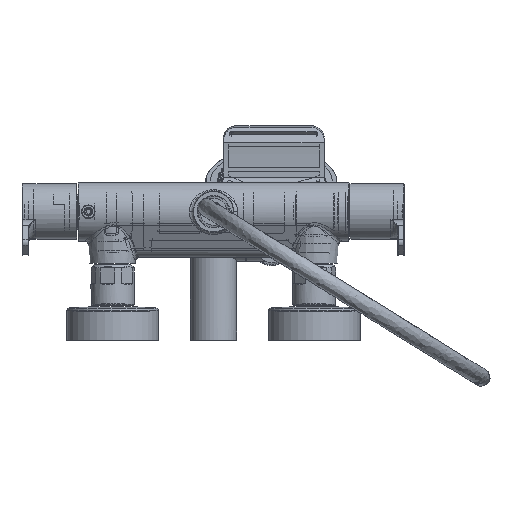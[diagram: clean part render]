
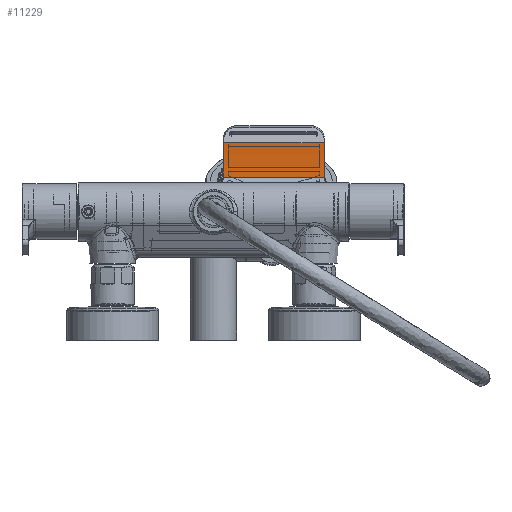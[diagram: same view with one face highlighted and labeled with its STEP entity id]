
A CAD part, front view. The second image highlights one B-rep face of the part: STEP entity #11229.
In plain terms, the highlighted cylindrical face has radius 284.75 mm (diameter 569.5 mm), a partial arc.
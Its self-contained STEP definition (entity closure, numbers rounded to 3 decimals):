
#2102 = DIRECTION ( 'NONE',  ( 0., 1., 0. ) ) ;
#3327 = DIRECTION ( 'NONE',  ( 0., 1., 0. ) ) ;
#3927 = CARTESIAN_POINT ( 'NONE',  ( 360.72, 5.938, 25.474 ) ) ;
#4861 = LINE ( 'NONE', #14759, #33565 ) ;
#11229 = ADVANCED_FACE ( 'NONE', ( #12723 ), #27088, .F. ) ;
#12723 = FACE_OUTER_BOUND ( 'NONE', #62595, .T. ) ;
#13805 = CIRCLE ( 'NONE', #64814, 284.75 ) ;
#14759 = CARTESIAN_POINT ( 'NONE',  ( 93.1, 4.328, 50.945 ) ) ;
#16650 = VERTEX_POINT ( 'NONE', #22765 ) ;
#17048 = AXIS2_PLACEMENT_3D ( 'NONE', #60498, #67050, #3327 ) ;
#20738 = DIRECTION ( 'NONE',  ( 1., 0., 0. ) ) ;
#20783 = DIRECTION ( 'NONE',  ( 1., 0., 0. ) ) ;
#22765 = CARTESIAN_POINT ( 'NONE',  ( 81.75, 5.938, 25.474 ) ) ;
#26528 = DIRECTION ( 'NONE',  ( 1., 0., 0. ) ) ;
#26751 = CARTESIAN_POINT ( 'NONE',  ( 7.25, 4.328, 50.945 ) ) ;
#27088 = CYLINDRICAL_SURFACE ( 'NONE', #39213, 284.75 ) ;
#27198 = ORIENTED_EDGE ( 'NONE', *, *, #50165, .T. ) ;
#31548 = CARTESIAN_POINT ( 'NONE',  ( 7.25, -278.764, 20.268 ) ) ;
#33369 = ORIENTED_EDGE ( 'NONE', *, *, #70351, .F. ) ;
#33565 = VECTOR ( 'NONE', #26528, 1000. ) ;
#35326 = CARTESIAN_POINT ( 'NONE',  ( 81.75, 4.328, 50.945 ) ) ;
#39213 = AXIS2_PLACEMENT_3D ( 'NONE', #48209, #41987, #2102 ) ;
#41987 = DIRECTION ( 'NONE',  ( -1., 0., 0. ) ) ;
#42448 = CARTESIAN_POINT ( 'NONE',  ( 7.25, 5.938, 25.474 ) ) ;
#43189 = EDGE_CURVE ( 'NONE', #71527, #47222, #4861, .T. ) ;
#46450 = EDGE_CURVE ( 'NONE', #59155, #71527, #13805, .T. ) ;
#47222 = VERTEX_POINT ( 'NONE', #35326 ) ;
#48209 = CARTESIAN_POINT ( 'NONE',  ( 93.1, -278.764, 20.268 ) ) ;
#49418 = ORIENTED_EDGE ( 'NONE', *, *, #43189, .F. ) ;
#50165 = EDGE_CURVE ( 'NONE', #59155, #16650, #54003, .T. ) ;
#52606 = ORIENTED_EDGE ( 'NONE', *, *, #46450, .F. ) ;
#54003 = LINE ( 'NONE', #3927, #72799 ) ;
#59155 = VERTEX_POINT ( 'NONE', #42448 ) ;
#60073 = CIRCLE ( 'NONE', #17048, 284.75 ) ;
#60498 = CARTESIAN_POINT ( 'NONE',  ( 81.75, -278.764, 20.268 ) ) ;
#62595 = EDGE_LOOP ( 'NONE', ( #27198, #33369, #49418, #52606 ) ) ;
#64814 = AXIS2_PLACEMENT_3D ( 'NONE', #31548, #20783, #72433 ) ;
#67050 = DIRECTION ( 'NONE',  ( -1., 0., 0. ) ) ;
#70351 = EDGE_CURVE ( 'NONE', #47222, #16650, #60073, .T. ) ;
#71527 = VERTEX_POINT ( 'NONE', #26751 ) ;
#72433 = DIRECTION ( 'NONE',  ( 0., 1., 0. ) ) ;
#72799 = VECTOR ( 'NONE', #20738, 1000. ) ;
